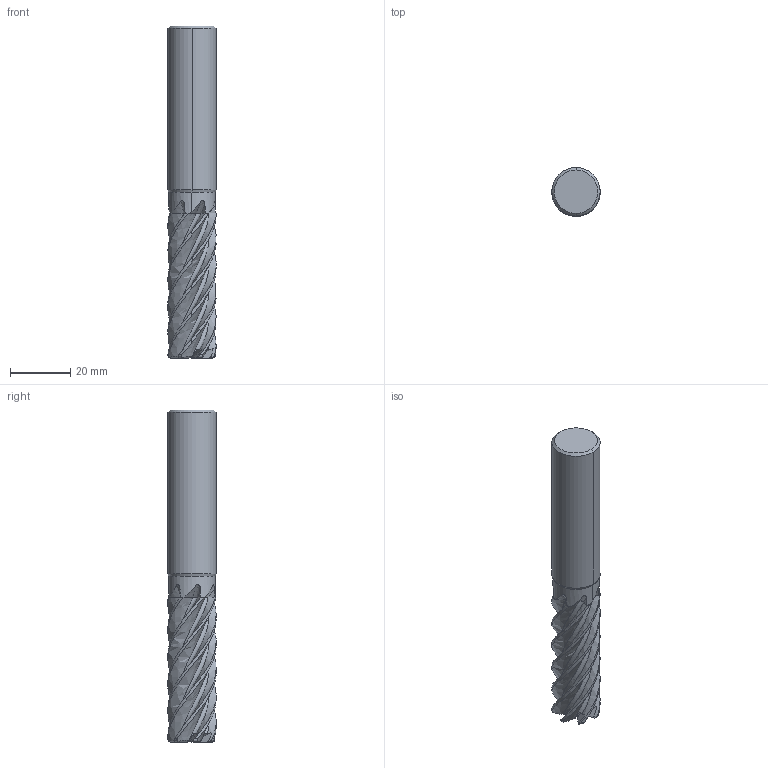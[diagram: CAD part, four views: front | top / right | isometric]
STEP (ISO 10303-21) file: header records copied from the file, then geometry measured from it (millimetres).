
FILE_DESCRIPTION(('no description'),'unknown implementation level');
FILE_NAME('EXPK1-M04-0033-16_1-Detail.stp',' ',('CIMSOURCE GmbH'),('CADClick - KiM GmbH - www.kimweb.de'),'unknown preprocess','ACIS','unknown authorization');
FILE_SCHEMA(('automotive_design'));
Length unit declared in the file: millimetre
Products named in the file (2): NOCUT; CUT
Bounding box: 16 x 16 x 110 mm (x, y, z)
Volume: 18159.7 mm3; surface area: 9516.7 mm2
Topology: 2 solids, 2 shells, 222 faces, 628 edges, 408 vertices
Faces by surface type: plane 100, bspline 56, cone 26, revolution 21, cylinder 10, torus 9
Entity records: 36381 total; most frequent: CARTESIAN_POINT 24249, STYLED_ITEM 1260, PRESENTATION_STYLE_ASSIGNMENT 1260, COLOUR_RGB 1260, ORIENTED_EDGE 1256, DIRECTION 825, EDGE_CURVE 628, CURVE_STYLE 628
